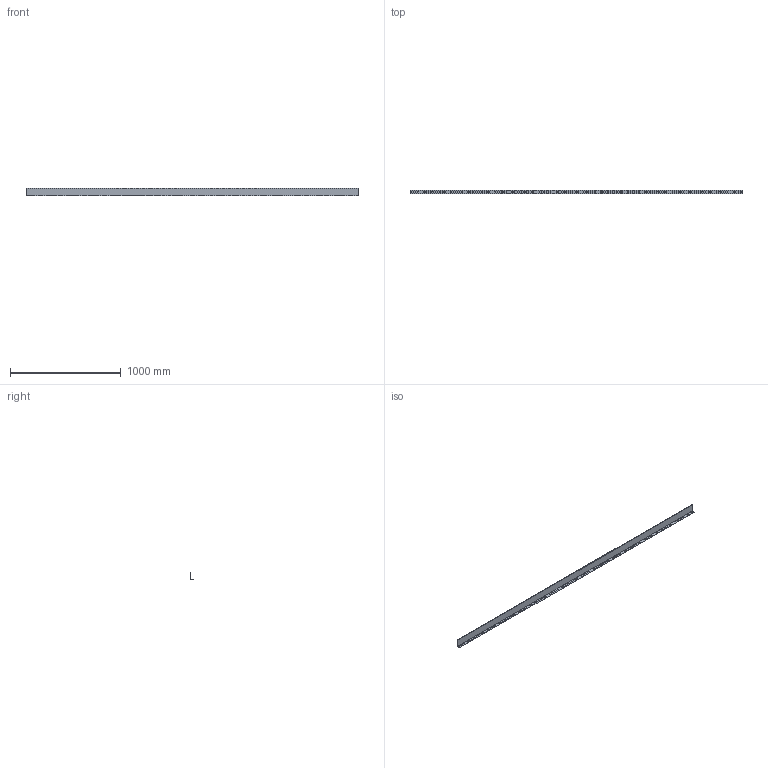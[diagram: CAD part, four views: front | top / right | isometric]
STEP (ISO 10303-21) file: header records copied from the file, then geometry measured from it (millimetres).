
FILE_DESCRIPTION(/* description */ (''),/* implementation_level */ '2;1');
FILE_NAME(/* name */ '923033.stp',/* time_stamp */ '2025-12-05T09:51:53+01:00',/* author */ ('mael.lecharpentier'),/* organization */ (''),/* preprocessor_version */ 'ST-DEVELOPER v20',/* originating_system */ 'AutoCAD Mechanical',/* authorisation */ '');
FILE_SCHEMA (('AUTOMOTIVE_DESIGN { 1 0 10303 214 3 1 1 }'));
Length unit declared in the file: millimetre
Products named in the file (1): Product
Bounding box: 3000 x 29 x 72.2 mm (x, y, z)
Volume: 235762.5 mm3; surface area: 632506.2 mm2
Topology: 1 solids, 151 shells, 160 faces, 1104 edges, 1096 vertices
Faces by surface type: plane 160
Entity records: 11335 total; most frequent: CARTESIAN_POINT 2901, DIRECTION 1726, ORIENTED_EDGE 1128, EDGE_CURVE 1104, VERTEX_POINT 1096, AXIS2_PLACEMENT_3D 581, LINE 564, VECTOR 564
